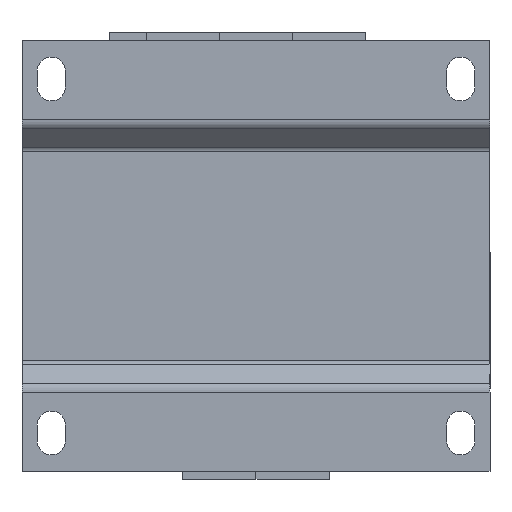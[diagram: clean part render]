
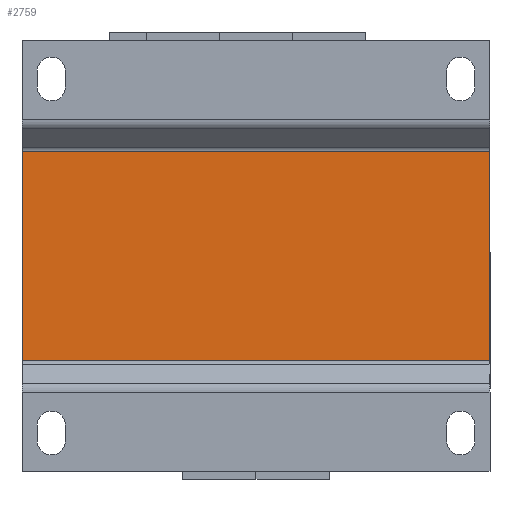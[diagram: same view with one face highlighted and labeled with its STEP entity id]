
A CAD part, front view. The second image highlights one B-rep face of the part: STEP entity #2759.
In plain terms, the highlighted planar face has unit normal (0, -1, 0).
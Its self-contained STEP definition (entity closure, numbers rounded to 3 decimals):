
#8 = CARTESIAN_POINT ( 'NONE',  ( 48., -41.5, 44.15 ) ) ;
#431 = VERTEX_POINT ( 'NONE', #4665 ) ;
#445 = DIRECTION ( 'NONE',  ( 0., 0., 1. ) ) ;
#691 = CARTESIAN_POINT ( 'NONE',  ( 0., -41.5, 0. ) ) ;
#712 = EDGE_CURVE ( 'Defeature ausgef�hrt1_145+Defeature ausgef�hrt1_147+Defeature ausgef�hrt1_166+Defeature ausgef�hrt1_153', #4980, #431, #6700, .T. ) ;
#1122 = ORIENTED_EDGE ( 'NONE', *, *, #5247, .T. ) ;
#1535 = EDGE_CURVE ( 'Defeature ausgef�hrt1_167+Defeature ausgef�hrt1_147+Defeature ausgef�hrt1_165+Defeature ausgef�hrt1_166', #1839, #4980, #7723, .T. ) ;
#1593 = ORIENTED_EDGE ( 'NONE', *, *, #2569, .F. ) ;
#1657 = LINE ( 'NONE', #5078, #2614 ) ;
#1839 = VERTEX_POINT ( 'NONE', #5317 ) ;
#1879 = PLANE ( 'NONE',  #5313 ) ;
#1926 = LINE ( 'NONE', #8, #4728 ) ;
#2106 = FACE_OUTER_BOUND ( 'NONE', #3156, .T. ) ;
#2478 = ORIENTED_EDGE ( 'NONE', *, *, #1535, .F. ) ;
#2569 = EDGE_CURVE ( 'Defeature ausgef�hrt1_146+Defeature ausgef�hrt1_147+Defeature ausgef�hrt1_152+Defeature ausgef�hrt1_165', #4417, #1839, #1926, .T. ) ;
#2614 = VECTOR ( 'NONE', #3890, 1000. ) ;
#2759 = ADVANCED_FACE ( 'Defeature ausgef�hrt1_147', ( #2106 ), #1879, .F. ) ;
#3156 = EDGE_LOOP ( 'NONE', ( #2478, #1593, #1122, #5482 ) ) ;
#3506 = VECTOR ( 'NONE', #6023, 1000. ) ;
#3890 = DIRECTION ( 'NONE',  ( -1., 0., 0. ) ) ;
#4176 = CARTESIAN_POINT ( 'NONE',  ( -48., -41.5, 44.15 ) ) ;
#4417 = VERTEX_POINT ( 'NONE', #5054 ) ;
#4665 = CARTESIAN_POINT ( 'NONE',  ( -48., -41.5, 21.464 ) ) ;
#4728 = VECTOR ( 'NONE', #4953, 1000. ) ;
#4760 = CARTESIAN_POINT ( 'NONE',  ( -48., -41.5, -21.464 ) ) ;
#4953 = DIRECTION ( 'NONE',  ( 0., 0., -1. ) ) ;
#4980 = VERTEX_POINT ( 'NONE', #4760 ) ;
#5040 = DIRECTION ( 'NONE',  ( 0., 1., 0. ) ) ;
#5054 = CARTESIAN_POINT ( 'NONE',  ( 48., -41.5, 21.464 ) ) ;
#5078 = CARTESIAN_POINT ( 'NONE',  ( 0., -41.5, 21.464 ) ) ;
#5247 = EDGE_CURVE ( 'Defeature ausgef�hrt1_147+Defeature ausgef�hrt1_154+Defeature ausgef�hrt1_146+Defeature ausgef�hrt1_145', #4417, #431, #1657, .T. ) ;
#5313 = AXIS2_PLACEMENT_3D ( 'NONE', #691, #5040, #5511 ) ;
#5317 = CARTESIAN_POINT ( 'NONE',  ( 48., -41.5, -21.464 ) ) ;
#5482 = ORIENTED_EDGE ( 'NONE', *, *, #712, .F. ) ;
#5511 = DIRECTION ( 'NONE',  ( 1., 0., 0. ) ) ;
#6023 = DIRECTION ( 'NONE',  ( -1., 0., 0. ) ) ;
#6126 = CARTESIAN_POINT ( 'NONE',  ( 0., -41.5, -21.464 ) ) ;
#6700 = LINE ( 'NONE', #4176, #6886 ) ;
#6886 = VECTOR ( 'NONE', #445, 1000. ) ;
#7723 = LINE ( 'NONE', #6126, #3506 ) ;
